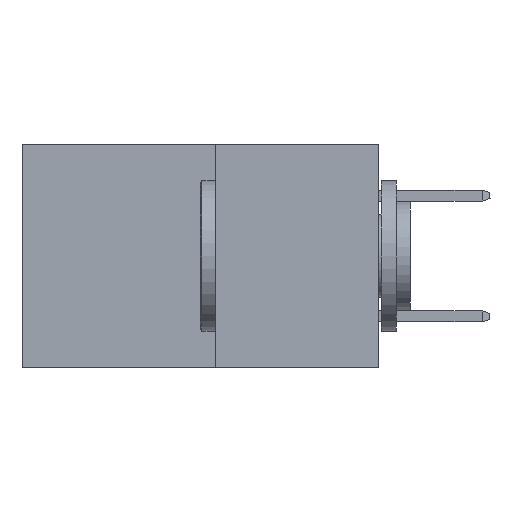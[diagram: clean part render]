
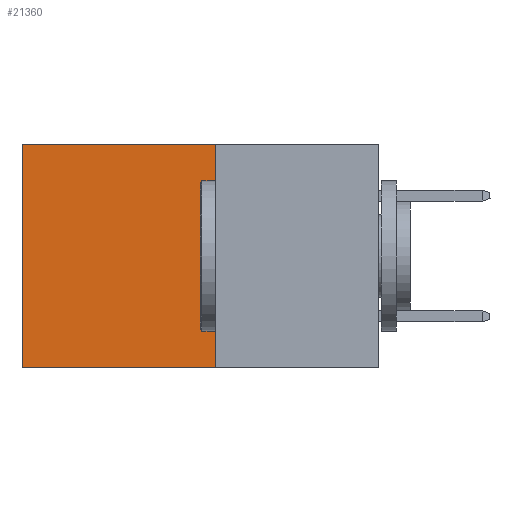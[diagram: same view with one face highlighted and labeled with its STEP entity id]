
A CAD part, left-side view. The second image highlights one B-rep face of the part: STEP entity #21360.
In plain terms, the highlighted planar face has unit normal (-1, 0, 0).
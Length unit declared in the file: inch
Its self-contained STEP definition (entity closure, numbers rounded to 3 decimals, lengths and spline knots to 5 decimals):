
#873 = CARTESIAN_POINT ( 'NONE',  ( 0.277, 0.27, -0.37 ) ) ;
#1212 = VERTEX_POINT ( 'NONE', #26516 ) ;
#3082 = VECTOR ( 'NONE', #4427, 39.37008 ) ;
#3178 = DIRECTION ( 'NONE',  ( 0., 1., 0. ) ) ;
#3389 = DIRECTION ( 'NONE',  ( 0., 0., -1. ) ) ;
#3458 = CARTESIAN_POINT ( 'NONE',  ( 0.277, 0.27, 0. ) ) ;
#3810 = VECTOR ( 'NONE', #27445, 39.37008 ) ;
#4427 = DIRECTION ( 'NONE',  ( 0., 0., -1. ) ) ;
#6311 = VERTEX_POINT ( 'NONE', #23993 ) ;
#7370 = CARTESIAN_POINT ( 'NONE',  ( 0.277, 0.59, 0. ) ) ;
#7580 = CARTESIAN_POINT ( 'NONE',  ( 0.277, 0.59, -0.37 ) ) ;
#9090 = VECTOR ( 'NONE', #11097, 39.37008 ) ;
#10532 = ORIENTED_EDGE ( 'NONE', *, *, #19592, .F. ) ;
#11097 = DIRECTION ( 'NONE',  ( 0., 1., 0. ) ) ;
#11644 = VECTOR ( 'NONE', #3178, 39.37008 ) ;
#11890 = ORIENTED_EDGE ( 'NONE', *, *, #27264, .T. ) ;
#12150 = CARTESIAN_POINT ( 'NONE',  ( 0.277, 0.27, -0.37 ) ) ;
#12214 = EDGE_CURVE ( 'NONE', #1212, #18785, #28054, .T. ) ;
#13248 = CARTESIAN_POINT ( 'NONE',  ( 0.277, 0.27, -0.37 ) ) ;
#13269 = ORIENTED_EDGE ( 'NONE', *, *, #29639, .T. ) ;
#14451 = AXIS2_PLACEMENT_3D ( 'NONE', #873, #18481, #3389 ) ;
#17489 = ORIENTED_EDGE ( 'NONE', *, *, #12214, .F. ) ;
#18310 = LINE ( 'NONE', #13248, #11644 ) ;
#18370 = PLANE ( 'NONE',  #14451 ) ;
#18481 = DIRECTION ( 'NONE',  ( 1., 0., 0. ) ) ;
#18519 = EDGE_LOOP ( 'NONE', ( #13269, #10532, #17489, #11890 ) ) ;
#18785 = VERTEX_POINT ( 'NONE', #30154 ) ;
#19592 = EDGE_CURVE ( 'NONE', #18785, #6311, #18310, .T. ) ;
#21360 = ADVANCED_FACE ( 'NONE', ( #26712 ), #18370, .F. ) ;
#23161 = LINE ( 'NONE', #3458, #9090 ) ;
#23801 = LINE ( 'NONE', #7580, #3810 ) ;
#23993 = CARTESIAN_POINT ( 'NONE',  ( 0.277, 0.59, -0.37 ) ) ;
#26516 = CARTESIAN_POINT ( 'NONE',  ( 0.277, 0.27, 0. ) ) ;
#26712 = FACE_OUTER_BOUND ( 'NONE', #18519, .T. ) ;
#27264 = EDGE_CURVE ( 'NONE', #1212, #31492, #23161, .T. ) ;
#27445 = DIRECTION ( 'NONE',  ( 0., 0., -1. ) ) ;
#28054 = LINE ( 'NONE', #12150, #3082 ) ;
#29639 = EDGE_CURVE ( 'NONE', #31492, #6311, #23801, .T. ) ;
#30154 = CARTESIAN_POINT ( 'NONE',  ( 0.277, 0.27, -0.37 ) ) ;
#31492 = VERTEX_POINT ( 'NONE', #7370 ) ;
